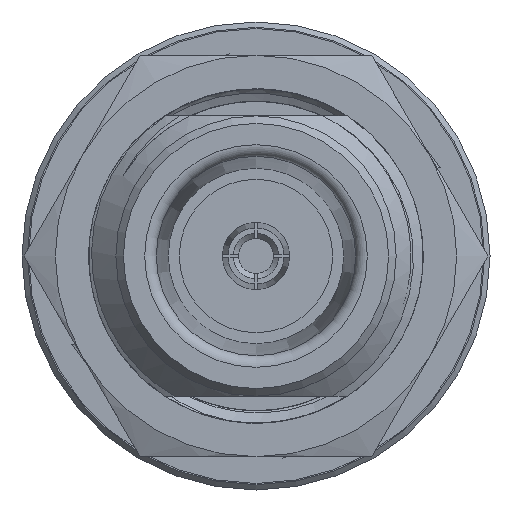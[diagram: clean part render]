
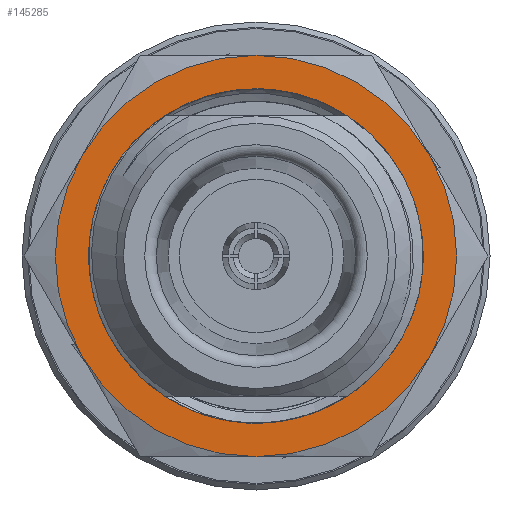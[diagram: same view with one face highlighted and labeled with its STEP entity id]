
A CAD part, left-side view. The second image highlights one B-rep face of the part: STEP entity #145285.
In plain terms, the highlighted planar face has unit normal (-1, 0, 0).
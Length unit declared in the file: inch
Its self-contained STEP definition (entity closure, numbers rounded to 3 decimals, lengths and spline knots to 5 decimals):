
#1010 = CARTESIAN_POINT ( 'NONE',  ( 0.75764, 0., 0. ) ) ;
#2840 = DIRECTION ( 'NONE',  ( -1., 0., 0. ) ) ;
#4275 = VERTEX_POINT ( 'NONE', #17825 ) ;
#4448 = ORIENTED_EDGE ( 'NONE', *, *, #108150, .T. ) ;
#9306 = EDGE_CURVE ( 'NONE', #90338, #50305, #32472, .T. ) ;
#9931 = CARTESIAN_POINT ( 'NONE',  ( 0.75764, 0.07001, -0.30456 ) ) ;
#12176 = DIRECTION ( 'NONE',  ( -1., 0., 0. ) ) ;
#13101 = CARTESIAN_POINT ( 'NONE',  ( 0.75764, 0., 0. ) ) ;
#14458 = DIRECTION ( 'NONE',  ( 0., 0.5, -0.866 ) ) ;
#16485 = ORIENTED_EDGE ( 'NONE', *, *, #128201, .T. ) ;
#17825 = CARTESIAN_POINT ( 'NONE',  ( 0.75764, -0.32476, -0.1875 ) ) ;
#18622 = CARTESIAN_POINT ( 'NONE',  ( 0.75764, 0., 0. ) ) ;
#19116 = CIRCLE ( 'NONE', #94498, 0.375 ) ;
#19987 = CARTESIAN_POINT ( 'NONE',  ( 0.75764, 0., 0. ) ) ;
#21259 = DIRECTION ( 'NONE',  ( 0., 0.5, -0.866 ) ) ;
#21561 = AXIS2_PLACEMENT_3D ( 'NONE', #19987, #140322, #56953 ) ;
#24920 = AXIS2_PLACEMENT_3D ( 'NONE', #135513, #112708, #74971 ) ;
#26882 = VERTEX_POINT ( 'NONE', #31326 ) ;
#29559 = DIRECTION ( 'NONE',  ( 0., 0.5, -0.866 ) ) ;
#31326 = CARTESIAN_POINT ( 'NONE',  ( 0.75764, 0.26486, -0.16585 ) ) ;
#31578 = CIRCLE ( 'NONE', #119509, 0.375 ) ;
#32472 = CIRCLE ( 'NONE', #24920, 0.375 ) ;
#32924 = EDGE_LOOP ( 'NONE', ( #16485, #4448, #58455, #109557, #42071, #120585 ) ) ;
#38763 = AXIS2_PLACEMENT_3D ( 'NONE', #68099, #12176, #14458 ) ;
#38866 = EDGE_LOOP ( 'NONE', ( #42515, #147424 ) ) ;
#39704 = VERTEX_POINT ( 'NONE', #155203 ) ;
#40572 = DIRECTION ( 'NONE',  ( -1., 0., 0. ) ) ;
#41359 = DIRECTION ( 'NONE',  ( 0., 0.5, -0.866 ) ) ;
#42071 = ORIENTED_EDGE ( 'NONE', *, *, #106642, .T. ) ;
#42515 = ORIENTED_EDGE ( 'NONE', *, *, #147735, .F. ) ;
#50305 = VERTEX_POINT ( 'NONE', #99697 ) ;
#51780 = CIRCLE ( 'NONE', #119604, 0.3125 ) ;
#53957 = CARTESIAN_POINT ( 'NONE',  ( 0.75764, 0., 0. ) ) ;
#54050 = PLANE ( 'NONE',  #121747 ) ;
#56635 = AXIS2_PLACEMENT_3D ( 'NONE', #1010, #98529, #144922 ) ;
#56953 = DIRECTION ( 'NONE',  ( 0., 0.5, -0.866 ) ) ;
#58455 = ORIENTED_EDGE ( 'NONE', *, *, #88806, .T. ) ;
#62886 = VERTEX_POINT ( 'NONE', #9931 ) ;
#63481 = FACE_OUTER_BOUND ( 'NONE', #32924, .T. ) ;
#65764 = CARTESIAN_POINT ( 'NONE',  ( 0.75764, 0., 0. ) ) ;
#68099 = CARTESIAN_POINT ( 'NONE',  ( 0.75764, 0., 0. ) ) ;
#69277 = CARTESIAN_POINT ( 'NONE',  ( 0.75764, 0., 0. ) ) ;
#74971 = DIRECTION ( 'NONE',  ( 0., 0.5, -0.866 ) ) ;
#75301 = DIRECTION ( 'NONE',  ( 0., 0.5, -0.866 ) ) ;
#76087 = DIRECTION ( 'NONE',  ( -1., 0., 0. ) ) ;
#77653 = FACE_BOUND ( 'NONE', #38866, .T. ) ;
#81075 = DIRECTION ( 'NONE',  ( -1., 0., 0. ) ) ;
#81898 = CIRCLE ( 'NONE', #21561, 0.375 ) ;
#84424 = VERTEX_POINT ( 'NONE', #130049 ) ;
#88806 = EDGE_CURVE ( 'NONE', #4275, #90338, #110216, .T. ) ;
#90338 = VERTEX_POINT ( 'NONE', #103030 ) ;
#94498 = AXIS2_PLACEMENT_3D ( 'NONE', #65764, #40572, #29559 ) ;
#95239 = AXIS2_PLACEMENT_3D ( 'NONE', #13101, #2840, #122388 ) ;
#96660 = CIRCLE ( 'NONE', #38763, 0.3125 ) ;
#98529 = DIRECTION ( 'NONE',  ( -1., 0., 0. ) ) ;
#99697 = CARTESIAN_POINT ( 'NONE',  ( 0.75764, 0., 0.375 ) ) ;
#102989 = EDGE_CURVE ( 'NONE', #84424, #39704, #31578, .T. ) ;
#103030 = CARTESIAN_POINT ( 'NONE',  ( 0.75764, -0.32476, 0.1875 ) ) ;
#104343 = CIRCLE ( 'NONE', #56635, 0.375 ) ;
#106642 = EDGE_CURVE ( 'NONE', #50305, #84424, #81898, .T. ) ;
#107971 = EDGE_CURVE ( 'NONE', #26882, #62886, #51780, .T. ) ;
#108150 = EDGE_CURVE ( 'NONE', #145872, #4275, #19116, .T. ) ;
#109557 = ORIENTED_EDGE ( 'NONE', *, *, #9306, .T. ) ;
#110216 = CIRCLE ( 'NONE', #95239, 0.375 ) ;
#112708 = DIRECTION ( 'NONE',  ( -1., 0., 0. ) ) ;
#119509 = AXIS2_PLACEMENT_3D ( 'NONE', #69277, #81075, #21259 ) ;
#119604 = AXIS2_PLACEMENT_3D ( 'NONE', #53957, #123927, #41359 ) ;
#120585 = ORIENTED_EDGE ( 'NONE', *, *, #102989, .T. ) ;
#121747 = AXIS2_PLACEMENT_3D ( 'NONE', #18622, #76087, #75301 ) ;
#122388 = DIRECTION ( 'NONE',  ( 0., 0.5, -0.866 ) ) ;
#123927 = DIRECTION ( 'NONE',  ( -1., 0., 0. ) ) ;
#128201 = EDGE_CURVE ( 'NONE', #39704, #145872, #104343, .T. ) ;
#130049 = CARTESIAN_POINT ( 'NONE',  ( 0.75764, 0.32476, 0.1875 ) ) ;
#135513 = CARTESIAN_POINT ( 'NONE',  ( 0.75764, 0., 0. ) ) ;
#140322 = DIRECTION ( 'NONE',  ( -1., 0., 0. ) ) ;
#143068 = CARTESIAN_POINT ( 'NONE',  ( 0.75764, 0., -0.375 ) ) ;
#144922 = DIRECTION ( 'NONE',  ( 0., 0.5, -0.866 ) ) ;
#145285 = ADVANCED_FACE ( 'NONE', ( #77653, #63481 ), #54050, .T. ) ;
#145872 = VERTEX_POINT ( 'NONE', #143068 ) ;
#147424 = ORIENTED_EDGE ( 'NONE', *, *, #107971, .F. ) ;
#147735 = EDGE_CURVE ( 'NONE', #62886, #26882, #96660, .T. ) ;
#155203 = CARTESIAN_POINT ( 'NONE',  ( 0.75764, 0.32476, -0.1875 ) ) ;
